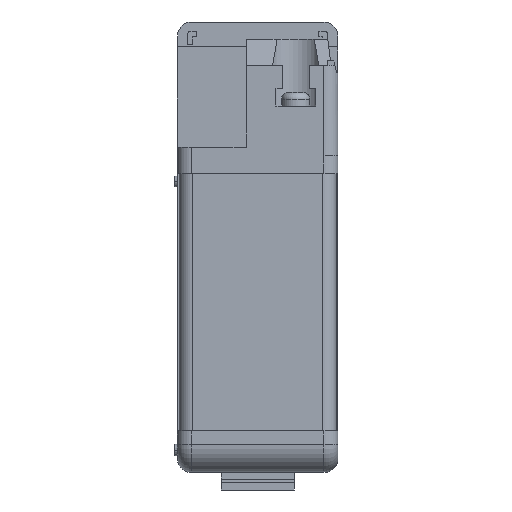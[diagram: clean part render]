
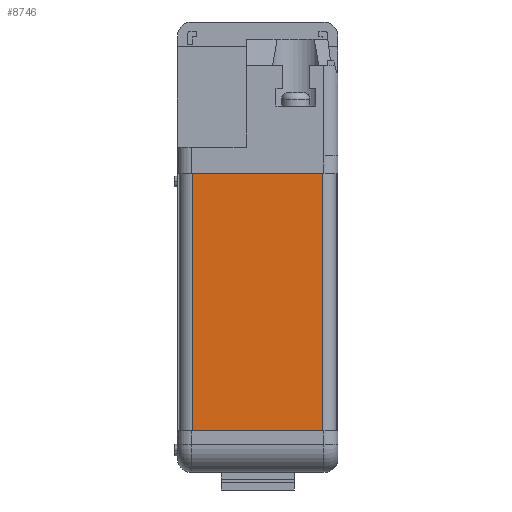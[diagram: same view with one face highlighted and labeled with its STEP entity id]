
A CAD part, front view. The second image highlights one B-rep face of the part: STEP entity #8746.
In plain terms, the highlighted planar face has unit normal (0, -1, 0).
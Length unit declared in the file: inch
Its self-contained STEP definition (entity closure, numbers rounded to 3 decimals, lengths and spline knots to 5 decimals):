
#289 = CARTESIAN_POINT ( 'NONE',  ( -0.5775, -2.9375, 0.655 ) ) ;
#1078 = VECTOR ( 'NONE', #5057, 39.37008 ) ;
#1366 = AXIS2_PLACEMENT_3D ( 'NONE', #5311, #18666, #7202 ) ;
#1410 = VERTEX_POINT ( 'NONE', #8951 ) ;
#1537 = LINE ( 'NONE', #10715, #21258 ) ;
#4083 = CARTESIAN_POINT ( 'NONE',  ( 0.5775, -2.9375, 0.655 ) ) ;
#4285 = VECTOR ( 'NONE', #8834, 39.37008 ) ;
#4408 = DIRECTION ( 'NONE',  ( 0., 0., -1. ) ) ;
#5057 = DIRECTION ( 'NONE',  ( 0., 0., -1. ) ) ;
#5143 = CARTESIAN_POINT ( 'NONE',  ( -0.5775, -2.9375, 0.655 ) ) ;
#5311 = CARTESIAN_POINT ( 'NONE',  ( 0.5775, -2.9375, 0.655 ) ) ;
#6172 = VERTEX_POINT ( 'NONE', #4083 ) ;
#7202 = DIRECTION ( 'NONE',  ( 0., 0., -1. ) ) ;
#7257 = ORIENTED_EDGE ( 'NONE', *, *, #9319, .F. ) ;
#7424 = EDGE_CURVE ( 'NONE', #8958, #1410, #15776, .T. ) ;
#8335 = FACE_OUTER_BOUND ( 'NONE', #19218, .T. ) ;
#8746 = ADVANCED_FACE ( 'NONE', ( #8335 ), #9074, .T. ) ;
#8834 = DIRECTION ( 'NONE',  ( -1., 0., 0. ) ) ;
#8951 = CARTESIAN_POINT ( 'NONE',  ( -0.5775, -2.9375, -1.63 ) ) ;
#8958 = VERTEX_POINT ( 'NONE', #289 ) ;
#9074 = PLANE ( 'NONE',  #1366 ) ;
#9255 = ORIENTED_EDGE ( 'NONE', *, *, #12750, .T. ) ;
#9319 = EDGE_CURVE ( 'NONE', #18796, #1410, #1537, .T. ) ;
#9619 = VECTOR ( 'NONE', #4408, 39.37008 ) ;
#10715 = CARTESIAN_POINT ( 'NONE',  ( 0.5775, -2.9375, -1.63 ) ) ;
#12280 = LINE ( 'NONE', #15895, #9619 ) ;
#12474 = ORIENTED_EDGE ( 'NONE', *, *, #7424, .T. ) ;
#12750 = EDGE_CURVE ( 'NONE', #6172, #8958, #15684, .T. ) ;
#13228 = EDGE_CURVE ( 'NONE', #6172, #18796, #12280, .T. ) ;
#15684 = LINE ( 'NONE', #18373, #4285 ) ;
#15776 = LINE ( 'NONE', #5143, #1078 ) ;
#15895 = CARTESIAN_POINT ( 'NONE',  ( 0.5775, -2.9375, 0.655 ) ) ;
#16514 = DIRECTION ( 'NONE',  ( -1., 0., 0. ) ) ;
#18373 = CARTESIAN_POINT ( 'NONE',  ( 0.5775, -2.9375, 0.655 ) ) ;
#18666 = DIRECTION ( 'NONE',  ( 0., -1., 0. ) ) ;
#18796 = VERTEX_POINT ( 'NONE', #21958 ) ;
#19218 = EDGE_LOOP ( 'NONE', ( #7257, #19658, #9255, #12474 ) ) ;
#19658 = ORIENTED_EDGE ( 'NONE', *, *, #13228, .F. ) ;
#21258 = VECTOR ( 'NONE', #16514, 39.37008 ) ;
#21958 = CARTESIAN_POINT ( 'NONE',  ( 0.5775, -2.9375, -1.63 ) ) ;
